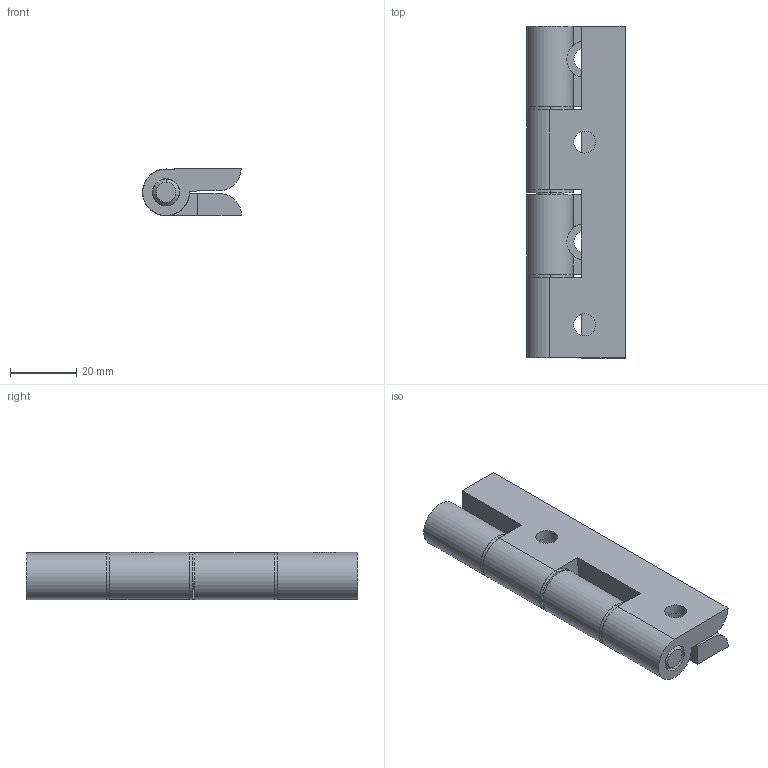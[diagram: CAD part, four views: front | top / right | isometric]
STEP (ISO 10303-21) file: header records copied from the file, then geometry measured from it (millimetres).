
FILE_DESCRIPTION (( 'STEP AP203' ), '1' );
FILE_NAME ('084.500.004.STEP', '2013-01-28T10:06:50', ( 'Alusic' ), ( 'Alusic' ), 'SwSTEP 2.0', 'SolidWorks 2011', '' );
FILE_SCHEMA (( 'CONFIG_CONTROL_DESIGN' ));
Length unit declared in the file: millimetre
Products named in the file (4): 084.500.004; 084.500.001.C; PERNO CERNIERA_084.500.004.B; SEMI CERNIERA_084.500.004.A
Assembly tree (6 placements, depth 2):
  084.500.004
    084.500.001.C  x3
    PERNO CERNIERA_084.500.004.B
    SEMI CERNIERA_084.500.004.A  x2
Bounding box: 29.75 x 100 x 14.3 mm (x, y, z)
Volume: 31486 mm3; surface area: 18934.6 mm2
Topology: 6 solids, 6 shells, 204 faces, 484 edges, 292 vertices
Faces by surface type: plane 154, cylinder 46, cone 4
Entity records: 5226 total; most frequent: CARTESIAN_POINT 875, DIRECTION 858, ORIENTED_EDGE 772, EDGE_CURVE 386, AXIS2_PLACEMENT_3D 303, VECTOR 252, LINE 252, VERTEX_POINT 228
